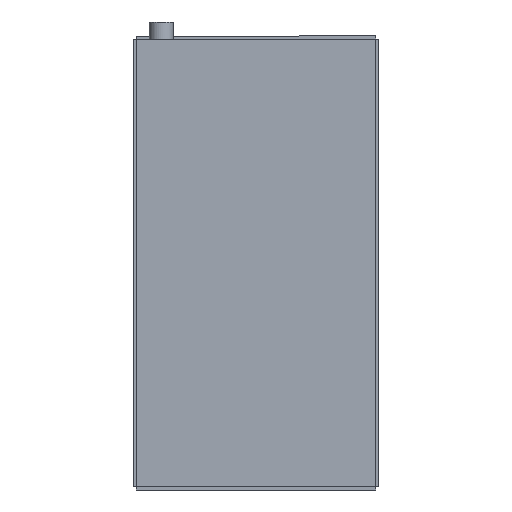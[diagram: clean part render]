
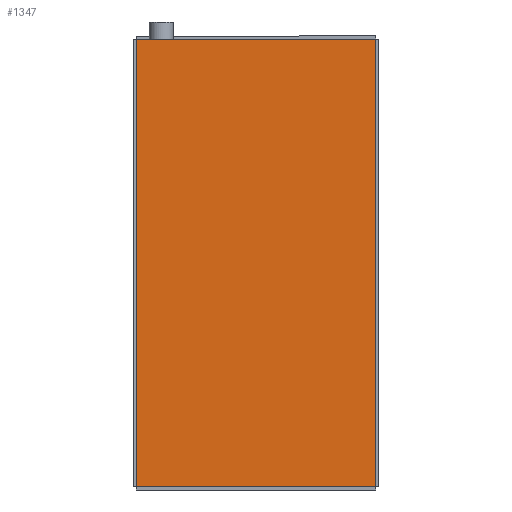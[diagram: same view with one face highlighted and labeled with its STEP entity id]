
A CAD part, front view. The second image highlights one B-rep face of the part: STEP entity #1347.
In plain terms, the highlighted planar face has unit normal (0, -1, 0).
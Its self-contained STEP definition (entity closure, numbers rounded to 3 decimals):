
#140=FACE_OUTER_BOUND('',#226,.T.);
#226=EDGE_LOOP('',(#1082,#1083,#1084,#1085));
#300=LINE('',#3498,#454);
#306=LINE('',#3511,#460);
#312=LINE('',#3521,#466);
#318=LINE('',#3532,#472);
#454=VECTOR('',#1607,10.);
#460=VECTOR('',#1615,10.);
#466=VECTOR('',#1623,10.);
#472=VECTOR('',#1633,10.);
#626=VERTEX_POINT('',#3494);
#628=VERTEX_POINT('',#3497);
#632=VERTEX_POINT('',#3507);
#634=VERTEX_POINT('',#3510);
#776=EDGE_CURVE('',#628,#626,#300,.T.);
#782=EDGE_CURVE('',#632,#634,#306,.T.);
#788=EDGE_CURVE('',#632,#628,#312,.T.);
#794=EDGE_CURVE('',#626,#634,#318,.T.);
#1082=ORIENTED_EDGE('',*,*,#782,.F.);
#1083=ORIENTED_EDGE('',*,*,#788,.T.);
#1084=ORIENTED_EDGE('',*,*,#776,.T.);
#1085=ORIENTED_EDGE('',*,*,#794,.T.);
#1268=PLANE('',#1467);
#1347=ADVANCED_FACE('',(#140),#1268,.F.);
#1467=AXIS2_PLACEMENT_3D('',#3578,#1682,#1683);
#1607=DIRECTION('',(-1.,0.,-0.002));
#1615=DIRECTION('',(-1.,0.,0.));
#1623=DIRECTION('',(0.,0.,1.));
#1633=DIRECTION('',(0.,0.,-1.));
#1682=DIRECTION('center_axis',(0.,1.,0.));
#1683=DIRECTION('ref_axis',(1.,0.,0.));
#3494=CARTESIAN_POINT('',(0.,-1.,0.));
#3497=CARTESIAN_POINT('',(150.,-1.,0.345));
#3498=CARTESIAN_POINT('',(150.,-1.,0.345));
#3507=CARTESIAN_POINT('',(150.,-1.,-280.));
#3510=CARTESIAN_POINT('',(0.,-1.,-280.));
#3511=CARTESIAN_POINT('',(150.,-1.,-280.));
#3521=CARTESIAN_POINT('',(150.,-1.,-280.));
#3532=CARTESIAN_POINT('',(0.,-1.,0.));
#3578=CARTESIAN_POINT('Origin',(75.,-1.,-139.828));
